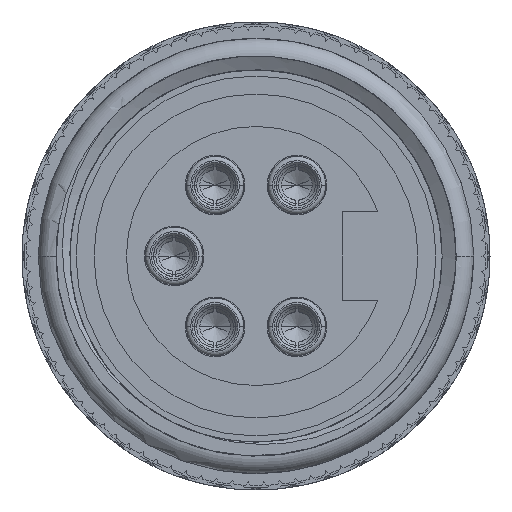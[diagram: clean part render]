
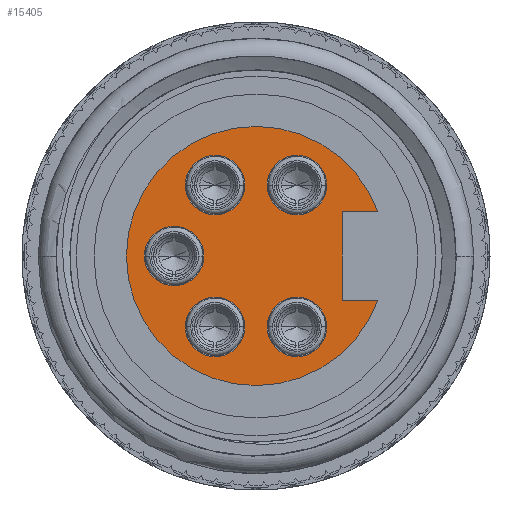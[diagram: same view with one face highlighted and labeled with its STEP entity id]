
A CAD part, left-side view. The second image highlights one B-rep face of the part: STEP entity #15405.
In plain terms, the highlighted planar face has unit normal (-1, 0, 0).
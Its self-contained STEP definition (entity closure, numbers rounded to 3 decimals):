
#14516=CARTESIAN_POINT('',(0.,0.,0.));
#14517=DIRECTION('',(-1.,0.,0.));
#14518=DIRECTION('',(0.,-0.94,0.34));
#14519=AXIS2_PLACEMENT_3D('',#14516,#14517,#14518);
#14534=DIRECTION('',(0.,1.,0.));
#14535=VECTOR('',#14534,1.97);
#14536=CARTESIAN_POINT('',(0.,-6.77,2.45));
#14537=LINE('',#14536,#14535);
#14538=DIRECTION('',(0.,0.,-1.));
#14539=VECTOR('',#14538,4.9);
#14540=CARTESIAN_POINT('',(0.,-4.8,2.45));
#14541=LINE('',#14540,#14539);
#14542=DIRECTION('',(0.,-1.,0.));
#14543=VECTOR('',#14542,1.97);
#14544=CARTESIAN_POINT('',(0.,-4.8,-2.45));
#14545=LINE('',#14544,#14543);
#14546=CARTESIAN_POINT('',(0.,-2.275,3.94));
#14547=DIRECTION('',(-1.,0.,0.));
#14548=DIRECTION('',(0.,0.,1.));
#14549=AXIS2_PLACEMENT_3D('',#14546,#14547,#14548);
#14551=CARTESIAN_POINT('',(0.,-2.275,3.94));
#14552=DIRECTION('',(-1.,0.,0.));
#14553=DIRECTION('',(0.,0.,-1.));
#14554=AXIS2_PLACEMENT_3D('',#14551,#14552,#14553);
#14556=CARTESIAN_POINT('',(0.,2.275,3.94));
#14557=DIRECTION('',(-1.,0.,0.));
#14558=DIRECTION('',(0.,0.,1.));
#14559=AXIS2_PLACEMENT_3D('',#14556,#14557,#14558);
#14561=CARTESIAN_POINT('',(0.,2.275,3.94));
#14562=DIRECTION('',(-1.,0.,0.));
#14563=DIRECTION('',(0.,0.,-1.));
#14564=AXIS2_PLACEMENT_3D('',#14561,#14562,#14563);
#14566=CARTESIAN_POINT('',(0.,4.55,0.));
#14567=DIRECTION('',(-1.,0.,0.));
#14568=DIRECTION('',(0.,0.,1.));
#14569=AXIS2_PLACEMENT_3D('',#14566,#14567,#14568);
#14571=CARTESIAN_POINT('',(0.,4.55,0.));
#14572=DIRECTION('',(-1.,0.,0.));
#14573=DIRECTION('',(0.,0.,-1.));
#14574=AXIS2_PLACEMENT_3D('',#14571,#14572,#14573);
#14576=CARTESIAN_POINT('',(0.,2.275,-3.94));
#14577=DIRECTION('',(-1.,0.,0.));
#14578=DIRECTION('',(0.,0.,1.));
#14579=AXIS2_PLACEMENT_3D('',#14576,#14577,#14578);
#14581=CARTESIAN_POINT('',(0.,2.275,-3.94));
#14582=DIRECTION('',(-1.,0.,0.));
#14583=DIRECTION('',(0.,0.,-1.));
#14584=AXIS2_PLACEMENT_3D('',#14581,#14582,#14583);
#14586=CARTESIAN_POINT('',(0.,-2.275,-3.94));
#14587=DIRECTION('',(-1.,0.,0.));
#14588=DIRECTION('',(0.,0.,1.));
#14589=AXIS2_PLACEMENT_3D('',#14586,#14587,#14588);
#14591=CARTESIAN_POINT('',(0.,-2.275,-3.94));
#14592=DIRECTION('',(-1.,0.,0.));
#14593=DIRECTION('',(0.,0.,-1.));
#14594=AXIS2_PLACEMENT_3D('',#14591,#14592,#14593);
#14960=CARTESIAN_POINT('',(0.,-6.77,2.45));
#14961=CARTESIAN_POINT('',(0.,-6.77,-2.45));
#14962=VERTEX_POINT('',#14960);
#14963=VERTEX_POINT('',#14961);
#14968=CARTESIAN_POINT('',(0.,-4.8,-2.45));
#14969=VERTEX_POINT('',#14968);
#14970=CARTESIAN_POINT('',(0.,-4.8,2.45));
#14971=VERTEX_POINT('',#14970);
#14992=CARTESIAN_POINT('',(0.,-2.275,5.59));
#14993=CARTESIAN_POINT('',(0.,-2.275,2.29));
#14994=VERTEX_POINT('',#14992);
#14995=VERTEX_POINT('',#14993);
#14996=CARTESIAN_POINT('',(0.,2.275,5.59));
#14997=CARTESIAN_POINT('',(0.,2.275,2.29));
#14998=VERTEX_POINT('',#14996);
#14999=VERTEX_POINT('',#14997);
#15000=CARTESIAN_POINT('',(0.,4.55,1.65));
#15001=CARTESIAN_POINT('',(0.,4.55,-1.65));
#15002=VERTEX_POINT('',#15000);
#15003=VERTEX_POINT('',#15001);
#15004=CARTESIAN_POINT('',(0.,2.275,-2.29));
#15005=CARTESIAN_POINT('',(0.,2.275,-5.59));
#15006=VERTEX_POINT('',#15004);
#15007=VERTEX_POINT('',#15005);
#15008=CARTESIAN_POINT('',(0.,-2.275,-2.29));
#15009=CARTESIAN_POINT('',(0.,-2.275,-5.59));
#15010=VERTEX_POINT('',#15008);
#15011=VERTEX_POINT('',#15009);
#15361=CARTESIAN_POINT('',(0.,0.,0.));
#15362=DIRECTION('',(1.,0.,0.));
#15363=DIRECTION('',(0.,-1.,0.));
#15364=AXIS2_PLACEMENT_3D('',#15361,#15362,#15363);
#15365=PLANE('',#15364);
#15366=ORIENTED_EDGE('',*,*,#15351,.F.);
#15368=ORIENTED_EDGE('',*,*,#15367,.T.);
#15370=ORIENTED_EDGE('',*,*,#15369,.T.);
#15372=ORIENTED_EDGE('',*,*,#15371,.T.);
#15373=EDGE_LOOP('',(#15366,#15368,#15370,#15372));
#15374=FACE_OUTER_BOUND('',#15373,.F.);
#15376=ORIENTED_EDGE('',*,*,#15375,.T.);
#15378=ORIENTED_EDGE('',*,*,#15377,.T.);
#15379=EDGE_LOOP('',(#15376,#15378));
#15380=FACE_BOUND('',#15379,.F.);
#15382=ORIENTED_EDGE('',*,*,#15381,.T.);
#15384=ORIENTED_EDGE('',*,*,#15383,.T.);
#15385=EDGE_LOOP('',(#15382,#15384));
#15386=FACE_BOUND('',#15385,.F.);
#15388=ORIENTED_EDGE('',*,*,#15387,.T.);
#15390=ORIENTED_EDGE('',*,*,#15389,.T.);
#15391=EDGE_LOOP('',(#15388,#15390));
#15392=FACE_BOUND('',#15391,.F.);
#15394=ORIENTED_EDGE('',*,*,#15393,.T.);
#15396=ORIENTED_EDGE('',*,*,#15395,.T.);
#15397=EDGE_LOOP('',(#15394,#15396));
#15398=FACE_BOUND('',#15397,.F.);
#15400=ORIENTED_EDGE('',*,*,#15399,.T.);
#15402=ORIENTED_EDGE('',*,*,#15401,.T.);
#15403=EDGE_LOOP('',(#15400,#15402));
#15404=FACE_BOUND('',#15403,.F.);
#15405=ADVANCED_FACE('',(#15374,#15380,#15386,#15392,#15398,#15404),#15365,.F.);
#14520=CIRCLE('',#14519,7.2);
#14550=CIRCLE('',#14549,1.65);
#14555=CIRCLE('',#14554,1.65);
#14560=CIRCLE('',#14559,1.65);
#14565=CIRCLE('',#14564,1.65);
#14570=CIRCLE('',#14569,1.65);
#14575=CIRCLE('',#14574,1.65);
#14580=CIRCLE('',#14579,1.65);
#14585=CIRCLE('',#14584,1.65);
#14590=CIRCLE('',#14589,1.65);
#14595=CIRCLE('',#14594,1.65);
#15351=EDGE_CURVE('',#14962,#14963,#14520,.T.);
#15367=EDGE_CURVE('',#14962,#14971,#14537,.T.);
#15369=EDGE_CURVE('',#14971,#14969,#14541,.T.);
#15371=EDGE_CURVE('',#14969,#14963,#14545,.T.);
#15375=EDGE_CURVE('',#14994,#14995,#14550,.T.);
#15377=EDGE_CURVE('',#14995,#14994,#14555,.T.);
#15381=EDGE_CURVE('',#14998,#14999,#14560,.T.);
#15383=EDGE_CURVE('',#14999,#14998,#14565,.T.);
#15387=EDGE_CURVE('',#15002,#15003,#14570,.T.);
#15389=EDGE_CURVE('',#15003,#15002,#14575,.T.);
#15393=EDGE_CURVE('',#15006,#15007,#14580,.T.);
#15395=EDGE_CURVE('',#15007,#15006,#14585,.T.);
#15399=EDGE_CURVE('',#15010,#15011,#14590,.T.);
#15401=EDGE_CURVE('',#15011,#15010,#14595,.T.);
